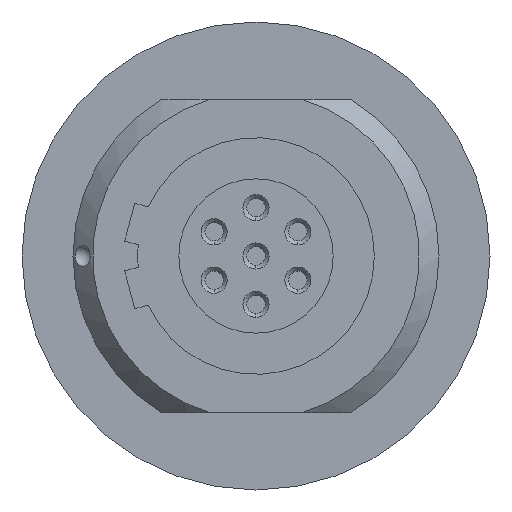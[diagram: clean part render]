
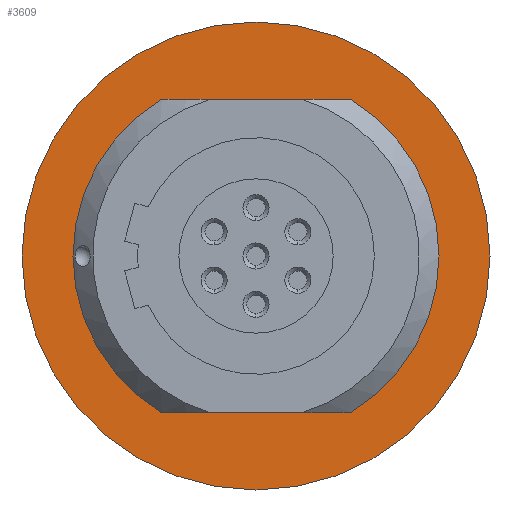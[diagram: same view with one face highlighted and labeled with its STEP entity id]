
A CAD part, left-side view. The second image highlights one B-rep face of the part: STEP entity #3609.
In plain terms, the highlighted planar face has unit normal (-1, 0, 0).
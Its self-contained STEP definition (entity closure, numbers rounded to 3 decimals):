
#348=CARTESIAN_POINT('',(-4.,0.,0.));
#349=DIRECTION('',(-1.,0.,0.));
#350=DIRECTION('',(0.,1.,0.));
#351=AXIS2_PLACEMENT_3D('',#348,#349,#350);
#356=CARTESIAN_POINT('',(-4.,0.,0.));
#357=DIRECTION('',(1.,0.,0.));
#358=DIRECTION('',(0.,1.,0.));
#359=AXIS2_PLACEMENT_3D('',#356,#357,#358);
#364=DIRECTION('',(0.,1.,0.));
#365=VECTOR('',#364,7.211);
#366=CARTESIAN_POINT('',(-4.,-3.606,-6.));
#367=LINE('',#366,#365);
#2354=CARTESIAN_POINT('',(-4.,0.,0.));
#2355=DIRECTION('',(1.,0.,0.));
#2356=DIRECTION('',(0.,0.515,-0.857));
#2357=AXIS2_PLACEMENT_3D('',#2354,#2355,#2356);
#2369=CARTESIAN_POINT('',(-4.,0.,0.));
#2370=DIRECTION('',(1.,0.,0.));
#2371=DIRECTION('',(0.,-0.515,0.857));
#2372=AXIS2_PLACEMENT_3D('',#2369,#2370,#2371);
#2391=DIRECTION('',(0.,1.,0.));
#2392=VECTOR('',#2391,7.211);
#2393=CARTESIAN_POINT('',(-4.,-3.606,6.));
#2394=LINE('',#2393,#2392);
#3320=CARTESIAN_POINT('',(-4.,8.95,0.));
#3322=VERTEX_POINT('',#3320);
#3324=CARTESIAN_POINT('',(-4.,-8.95,0.));
#3326=VERTEX_POINT('',#3324);
#3335=CARTESIAN_POINT('',(-4.,-3.606,-6.));
#3336=CARTESIAN_POINT('',(-4.,3.606,-6.));
#3337=VERTEX_POINT('',#3335);
#3338=VERTEX_POINT('',#3336);
#3339=CARTESIAN_POINT('',(-4.,-3.606,6.));
#3340=CARTESIAN_POINT('',(-4.,3.606,6.));
#3341=VERTEX_POINT('',#3339);
#3342=VERTEX_POINT('',#3340);
#3589=CARTESIAN_POINT('',(-4.,0.,0.));
#3590=DIRECTION('',(1.,0.,0.));
#3591=DIRECTION('',(0.,-1.,0.));
#3592=AXIS2_PLACEMENT_3D('',#3589,#3590,#3591);
#3593=PLANE('',#3592);
#3595=ORIENTED_EDGE('',*,*,#3594,.F.);
#3597=ORIENTED_EDGE('',*,*,#3596,.T.);
#3598=EDGE_LOOP('',(#3595,#3597));
#3599=FACE_OUTER_BOUND('',#3598,.F.);
#3601=ORIENTED_EDGE('',*,*,#3600,.F.);
#3603=ORIENTED_EDGE('',*,*,#3602,.T.);
#3605=ORIENTED_EDGE('',*,*,#3604,.F.);
#3606=ORIENTED_EDGE('',*,*,#3577,.F.);
#3607=EDGE_LOOP('',(#3601,#3603,#3605,#3606));
#3608=FACE_BOUND('',#3607,.F.);
#352=CIRCLE('',#351,8.95);
#360=CIRCLE('',#359,8.95);
#2358=CIRCLE('',#2357,7.);
#2373=CIRCLE('',#2372,7.);
#3577=EDGE_CURVE('',#3337,#3338,#367,.T.);
#3594=EDGE_CURVE('',#3322,#3326,#352,.T.);
#3596=EDGE_CURVE('',#3322,#3326,#360,.T.);
#3600=EDGE_CURVE('',#3341,#3337,#2373,.T.);
#3602=EDGE_CURVE('',#3341,#3342,#2394,.T.);
#3604=EDGE_CURVE('',#3338,#3342,#2358,.T.);
#3609=ADVANCED_FACE('',(#3599,#3608),#3593,.F.);
